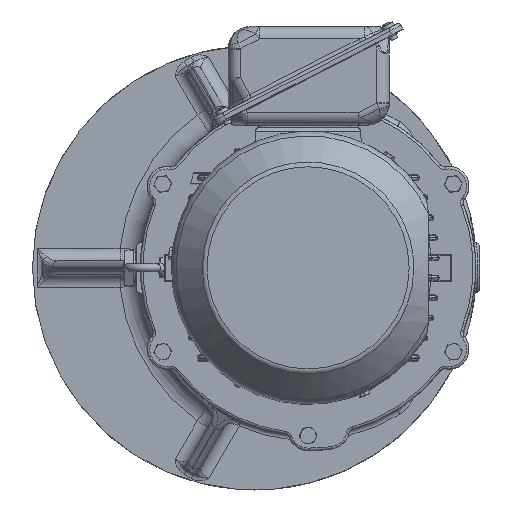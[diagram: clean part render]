
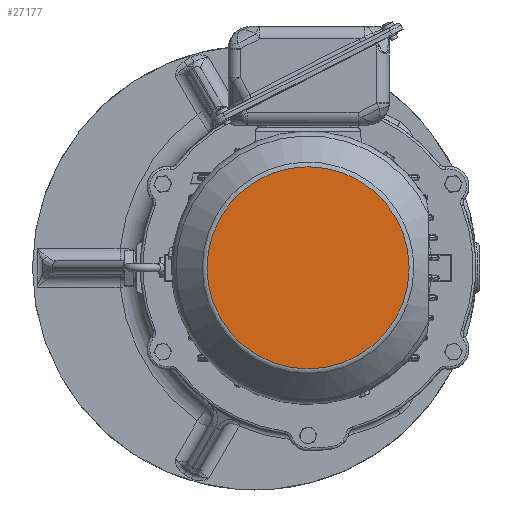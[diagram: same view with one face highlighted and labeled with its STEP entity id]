
A CAD part, left-side view. The second image highlights one B-rep face of the part: STEP entity #27177.
In plain terms, the highlighted planar face has unit normal (-1, 0, 0).
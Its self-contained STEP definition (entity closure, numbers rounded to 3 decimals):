
#1929 = PLANE ( 'NONE',  #65299 ) ;
#7926 = FACE_OUTER_BOUND ( 'NONE', #56463, .T. ) ;
#8343 = DIRECTION ( 'NONE',  ( 0., -1., 0. ) ) ;
#12859 = VERTEX_POINT ( 'NONE', #61738 ) ;
#26356 = CARTESIAN_POINT ( 'NONE',  ( -335., 0., 0. ) ) ;
#27177 = ADVANCED_FACE ( 'NONE', ( #7926 ), #1929, .F. ) ;
#38371 = CARTESIAN_POINT ( 'NONE',  ( -335., 0., 0. ) ) ;
#40845 = CIRCLE ( 'NONE', #63870, 80.769 ) ;
#50750 = DIRECTION ( 'NONE',  ( 1., 0., 0. ) ) ;
#56463 = EDGE_LOOP ( 'NONE', ( #71680 ) ) ;
#58032 = EDGE_CURVE ( 'NONE', #12859, #12859, #40845, .T. ) ;
#61738 = CARTESIAN_POINT ( 'NONE',  ( -335., -80.769, 0. ) ) ;
#63870 = AXIS2_PLACEMENT_3D ( 'NONE', #38371, #75191, #8343 ) ;
#65299 = AXIS2_PLACEMENT_3D ( 'NONE', #26356, #50750, #75171 ) ;
#71680 = ORIENTED_EDGE ( 'NONE', *, *, #58032, .T. ) ;
#75171 = DIRECTION ( 'NONE',  ( 0., -1., 0. ) ) ;
#75191 = DIRECTION ( 'NONE',  ( -1., 0., 0. ) ) ;
